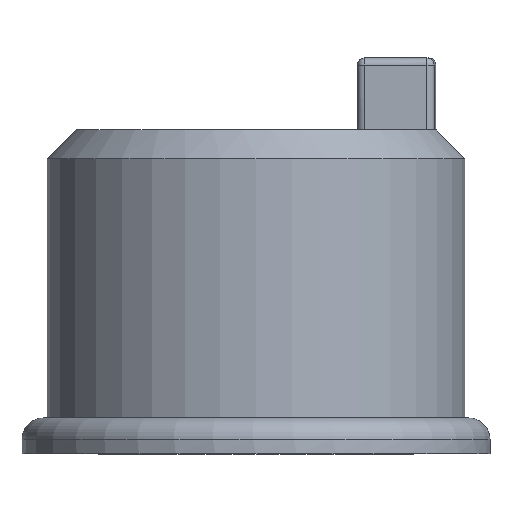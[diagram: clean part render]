
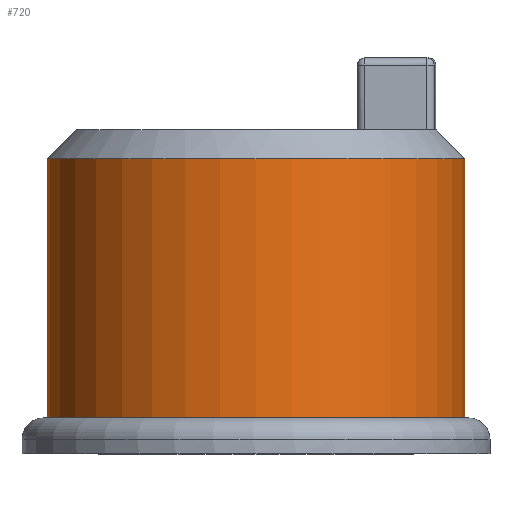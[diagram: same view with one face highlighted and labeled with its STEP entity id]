
A CAD part, left-side view. The second image highlights one B-rep face of the part: STEP entity #720.
In plain terms, the highlighted cylindrical face has radius 2.9 mm (diameter 5.8 mm), a partial arc.
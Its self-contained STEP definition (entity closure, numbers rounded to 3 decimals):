
#70 = LINE ( 'NONE', #1122, #106 ) ;
#71 = DIRECTION ( 'NONE',  ( 1., 0., 0. ) ) ;
#92 = EDGE_CURVE ( 'NONE', #563, #208, #574, .T. ) ;
#106 = VECTOR ( 'NONE', #577, 1000. ) ;
#168 = AXIS2_PLACEMENT_3D ( 'NONE', #1115, #1121, #237 ) ;
#170 = AXIS2_PLACEMENT_3D ( 'NONE', #389, #712, #1086 ) ;
#208 = VERTEX_POINT ( 'NONE', #707 ) ;
#237 = DIRECTION ( 'NONE',  ( 0., -1., 0. ) ) ;
#252 = AXIS2_PLACEMENT_3D ( 'NONE', #690, #867, #71 ) ;
#267 = VECTOR ( 'NONE', #709, 1000. ) ;
#300 = ORIENTED_EDGE ( 'NONE', *, *, #1057, .T. ) ;
#315 = EDGE_LOOP ( 'NONE', ( #952, #1140, #382, #300 ) ) ;
#323 = EDGE_CURVE ( 'NONE', #563, #1116, #70, .T. ) ;
#382 = ORIENTED_EDGE ( 'NONE', *, *, #855, .T. ) ;
#389 = CARTESIAN_POINT ( 'NONE',  ( 0., 0., 19.5 ) ) ;
#418 = FACE_OUTER_BOUND ( 'NONE', #315, .T. ) ;
#563 = VERTEX_POINT ( 'NONE', #791 ) ;
#574 = CIRCLE ( 'NONE', #252, 2.9 ) ;
#577 = DIRECTION ( 'NONE',  ( 0., 0., 1. ) ) ;
#624 = LINE ( 'NONE', #796, #267 ) ;
#644 = VERTEX_POINT ( 'NONE', #662 ) ;
#662 = CARTESIAN_POINT ( 'NONE',  ( 0., -2.9, 19.5 ) ) ;
#670 = CARTESIAN_POINT ( 'NONE',  ( 0., 2.9, 19.5 ) ) ;
#690 = CARTESIAN_POINT ( 'NONE',  ( 0., 0., 15.9 ) ) ;
#707 = CARTESIAN_POINT ( 'NONE',  ( 0., -2.9, 15.9 ) ) ;
#709 = DIRECTION ( 'NONE',  ( 0., 0., 1. ) ) ;
#712 = DIRECTION ( 'NONE',  ( 0., 0., -1. ) ) ;
#720 = ADVANCED_FACE ( 'NONE', ( #418 ), #924, .T. ) ;
#791 = CARTESIAN_POINT ( 'NONE',  ( 0., 2.9, 15.9 ) ) ;
#796 = CARTESIAN_POINT ( 'NONE',  ( 0., -2.9, 19.9 ) ) ;
#855 = EDGE_CURVE ( 'NONE', #208, #644, #624, .T. ) ;
#867 = DIRECTION ( 'NONE',  ( 0., 0., 1. ) ) ;
#924 = CYLINDRICAL_SURFACE ( 'NONE', #168, 2.9 ) ;
#937 = CIRCLE ( 'NONE', #170, 2.9 ) ;
#952 = ORIENTED_EDGE ( 'NONE', *, *, #323, .F. ) ;
#1057 = EDGE_CURVE ( 'NONE', #644, #1116, #937, .T. ) ;
#1086 = DIRECTION ( 'NONE',  ( 1., 0., 0. ) ) ;
#1115 = CARTESIAN_POINT ( 'NONE',  ( 0., 0., 19.9 ) ) ;
#1116 = VERTEX_POINT ( 'NONE', #670 ) ;
#1121 = DIRECTION ( 'NONE',  ( 0., 0., 1. ) ) ;
#1122 = CARTESIAN_POINT ( 'NONE',  ( 0., 2.9, 19.9 ) ) ;
#1140 = ORIENTED_EDGE ( 'NONE', *, *, #92, .T. ) ;
